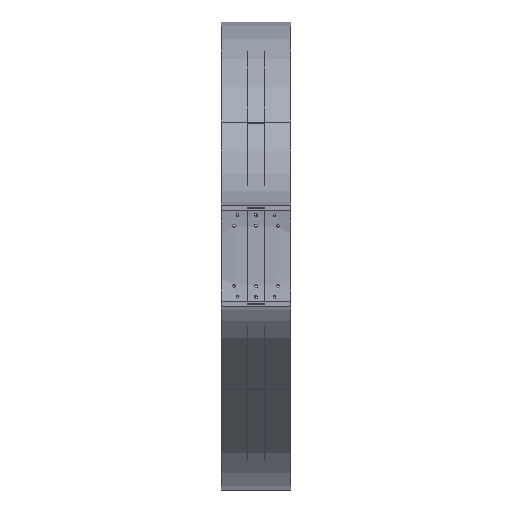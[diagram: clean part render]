
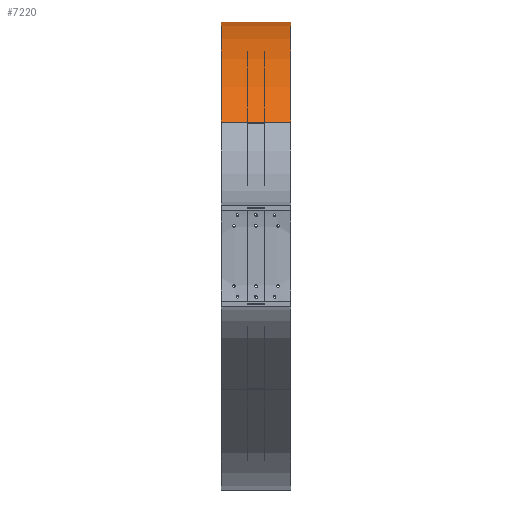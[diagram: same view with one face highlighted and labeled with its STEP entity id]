
A CAD part, front view. The second image highlights one B-rep face of the part: STEP entity #7220.
In plain terms, the highlighted cylindrical face has radius 500 mm (diameter 1000 mm), a partial arc.
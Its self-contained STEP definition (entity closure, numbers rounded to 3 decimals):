
#81 = DIRECTION ( 'NONE',  ( 0., 0., 1. ) ) ;
#115 = VERTEX_POINT ( 'NONE', #8712 ) ;
#1126 = VECTOR ( 'NONE', #2947, 1000. ) ;
#1279 = ORIENTED_EDGE ( 'NONE', *, *, #9967, .T. ) ;
#2161 = CARTESIAN_POINT ( 'NONE',  ( 52.5, -754.378, 225.354 ) ) ;
#2767 = ORIENTED_EDGE ( 'NONE', *, *, #11292, .T. ) ;
#2947 = DIRECTION ( 'NONE',  ( -1., 0., 0. ) ) ;
#3078 = FACE_OUTER_BOUND ( 'NONE', #7174, .T. ) ;
#3253 = VERTEX_POINT ( 'NONE', #4653 ) ;
#3474 = DIRECTION ( 'NONE',  ( 0., 0., 1. ) ) ;
#3810 = EDGE_CURVE ( 'NONE', #10651, #8583, #5355, .T. ) ;
#3883 = LINE ( 'NONE', #7506, #1126 ) ;
#4294 = EDGE_CURVE ( 'NONE', #115, #3253, #9548, .T. ) ;
#4653 = CARTESIAN_POINT ( 'NONE',  ( -48.5, -754.378, 225.354 ) ) ;
#4948 = DIRECTION ( 'NONE',  ( 1., 0., 0. ) ) ;
#5355 = CIRCLE ( 'NONE', #9363, 500. ) ;
#5606 = CARTESIAN_POINT ( 'NONE',  ( -48.5, -402.51, -129.877 ) ) ;
#6562 = AXIS2_PLACEMENT_3D ( 'NONE', #9008, #11664, #3474 ) ;
#6795 = VECTOR ( 'NONE', #4948, 1000. ) ;
#7174 = EDGE_LOOP ( 'NONE', ( #10115, #2767, #7277, #1279 ) ) ;
#7220 = ADVANCED_FACE ( 'NONE', ( #3078 ), #10610, .T. ) ;
#7277 = ORIENTED_EDGE ( 'NONE', *, *, #4294, .T. ) ;
#7506 = CARTESIAN_POINT ( 'NONE',  ( 2., -402.51, 370.123 ) ) ;
#8431 = DIRECTION ( 'NONE',  ( 1., 0., 0. ) ) ;
#8583 = VERTEX_POINT ( 'NONE', #2161 ) ;
#8609 = DIRECTION ( 'NONE',  ( 1., 0., 0. ) ) ;
#8712 = CARTESIAN_POINT ( 'NONE',  ( -48.5, -402.51, 370.123 ) ) ;
#8972 = LINE ( 'NONE', #11379, #6795 ) ;
#9008 = CARTESIAN_POINT ( 'NONE',  ( 2., -402.51, -129.877 ) ) ;
#9074 = CARTESIAN_POINT ( 'NONE',  ( 52.5, -402.51, 370.123 ) ) ;
#9363 = AXIS2_PLACEMENT_3D ( 'NONE', #9415, #8609, #9492 ) ;
#9415 = CARTESIAN_POINT ( 'NONE',  ( 52.5, -402.51, -129.877 ) ) ;
#9492 = DIRECTION ( 'NONE',  ( 0., 0., 1. ) ) ;
#9548 = CIRCLE ( 'NONE', #10517, 500. ) ;
#9967 = EDGE_CURVE ( 'NONE', #3253, #8583, #8972, .T. ) ;
#10115 = ORIENTED_EDGE ( 'NONE', *, *, #3810, .F. ) ;
#10517 = AXIS2_PLACEMENT_3D ( 'NONE', #5606, #8431, #81 ) ;
#10610 = CYLINDRICAL_SURFACE ( 'NONE', #6562, 500. ) ;
#10651 = VERTEX_POINT ( 'NONE', #9074 ) ;
#11292 = EDGE_CURVE ( 'NONE', #10651, #115, #3883, .T. ) ;
#11379 = CARTESIAN_POINT ( 'NONE',  ( 2., -754.378, 225.354 ) ) ;
#11664 = DIRECTION ( 'NONE',  ( -1., 0., 0. ) ) ;
